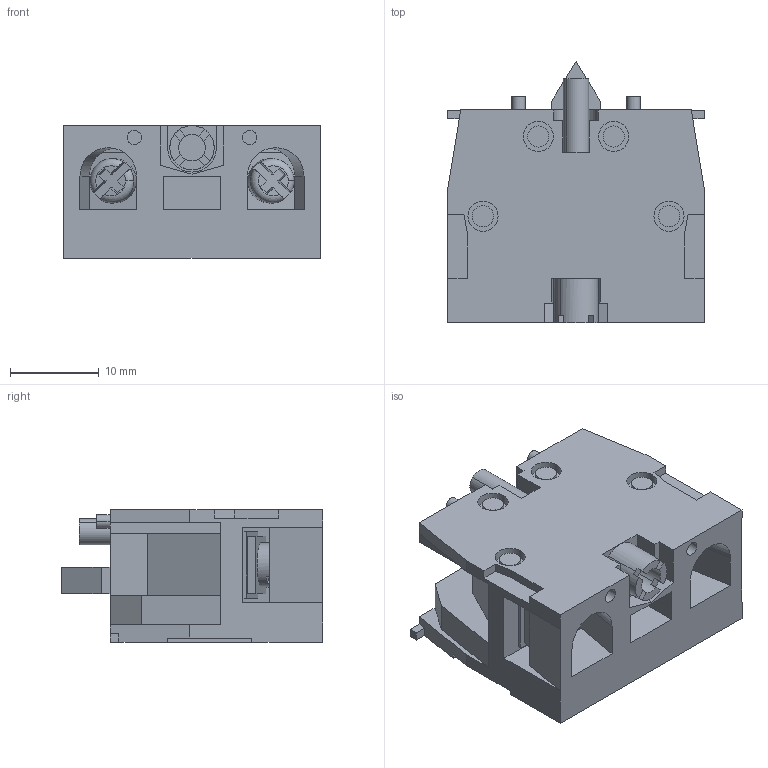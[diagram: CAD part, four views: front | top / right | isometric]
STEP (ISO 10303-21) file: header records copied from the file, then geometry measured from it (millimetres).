
FILE_DESCRIPTION (( 'STEP AP214' ), '1' );
FILE_NAME ('BDK11 Êîíòàêòíûé áëîê 1ð äëÿ ñåðèè LAY5 ÈÝÊ.STEP', '2017-10-23T12:37:08', ( '' ), ( '' ), 'SwSTEP 2.0', 'SolidWorks 2014', '' );
FILE_SCHEMA (( 'AUTOMOTIVE_DESIGN' ));
Length unit declared in the file: millimetre
Products named in the file (1): BDK11 Êîíòàêòíûé áëîê 1ð äëÿ ñåðèè LAY5 ÈÝÊ
Bounding box: 29 x 29.5 x 15 mm (x, y, z)
Volume: 8350.5 mm3; surface area: 4672.1 mm2
Topology: 2 solids, 2 shells, 219 faces, 584 edges, 386 vertices
Faces by surface type: plane 172, cylinder 39, torus 6, bspline 2
Entity records: 6911 total; most frequent: CARTESIAN_POINT 1302, ORIENTED_EDGE 1168, DIRECTION 1124, EDGE_CURVE 584, LINE 460, VECTOR 460, VERTEX_POINT 386, AXIS2_PLACEMENT_3D 332
